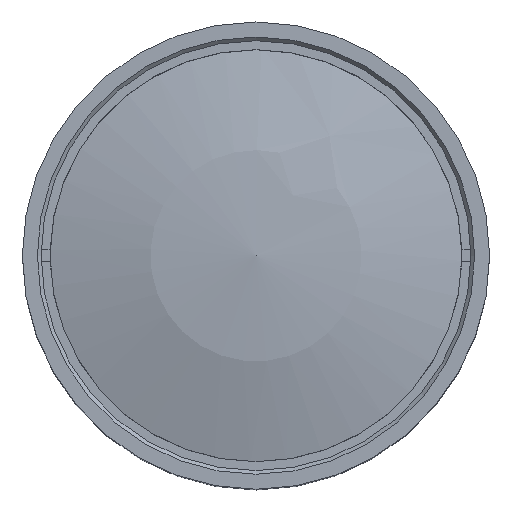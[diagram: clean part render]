
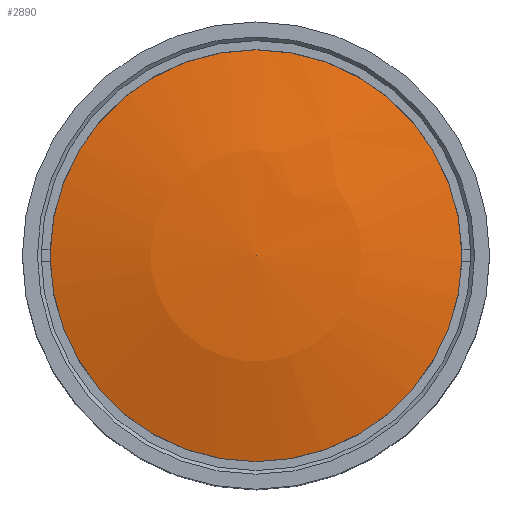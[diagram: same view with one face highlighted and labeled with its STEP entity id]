
A CAD part, top view. The second image highlights one B-rep face of the part: STEP entity #2890.
In plain terms, the highlighted spherical face has radius 59.29 mm.
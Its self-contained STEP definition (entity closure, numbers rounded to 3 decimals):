
#269=SPHERICAL_SURFACE('',#3147,59.29);
#799=FACE_OUTER_BOUND('',#1041,.T.);
#1041=EDGE_LOOP('',(#2190));
#1379=CIRCLE('',#3148,17.);
#1568=VERTEX_POINT('',#4521);
#1836=EDGE_CURVE('',#1568,#1568,#1379,.T.);
#2190=ORIENTED_EDGE('',*,*,#1836,.F.);
#2890=ADVANCED_FACE('',(#799),#269,.T.);
#3147=AXIS2_PLACEMENT_3D('',#4520,#3617,#3618);
#3148=AXIS2_PLACEMENT_3D('',#4522,#3619,#3620);
#3617=DIRECTION('center_axis',(0.,0.,
1.));
#3618=DIRECTION('ref_axis',(0.523,0.852,0.));
#3619=DIRECTION('center_axis',(0.,0.,
-1.));
#3620=DIRECTION('ref_axis',(0.523,0.852,0.));
#4520=CARTESIAN_POINT('Origin',(0.,0.,
32.26));
#4521=CARTESIAN_POINT('',(-8.889,-14.491,89.061));
#4522=CARTESIAN_POINT('Origin',(0.,0.,
89.061));
